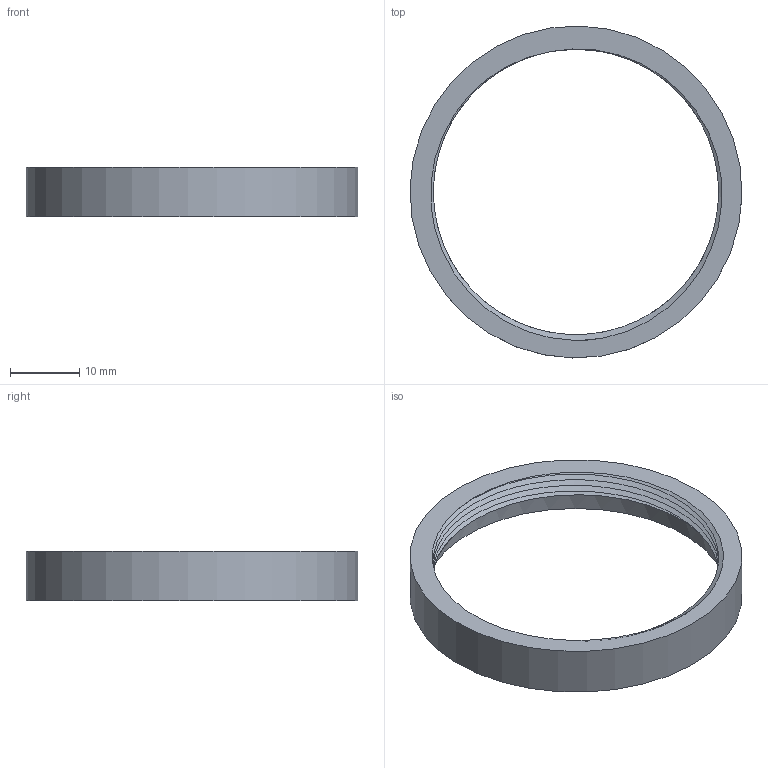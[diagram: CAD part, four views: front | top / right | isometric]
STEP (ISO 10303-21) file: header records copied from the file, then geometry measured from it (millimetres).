
FILE_DESCRIPTION(('HOOPS Exchange Step'),'2;1');
FILE_NAME('temp_export','2023-06-25T19:23:02-04:00',('gmoua'),('Shapr3D Limited'),'HOOPS Exchange 2022.2','Shapr3D','Authorized');
FILE_SCHEMA( ('AUTOMOTIVE_DESIGN { 1 0 10303 214 1 1 1 1 }') );
Length unit declared in the file: millimetre
Products named in the file (1): M42-EF EF Mount Threads
Bounding box: 47.99 x 47.99 x 7.21 mm (x, y, z)
Volume: 2586.8 mm3; surface area: 3420.1 mm2
Topology: 1 solids, 1 shells, 7 faces, 15 edges, 11 vertices
Faces by surface type: plane 3, cylinder 2, bspline 2
Full cylindrical faces by diameter (mm): 44 x1, 48 x1
Entity records: 1469 total; most frequent: CARTESIAN_POINT 1288, ORIENTED_EDGE 30, DIRECTION 28, EDGE_CURVE 15, AXIS2_PLACEMENT_3D 13, VERTEX_POINT 11, EDGE_LOOP 10, FACE_BOUND 10
